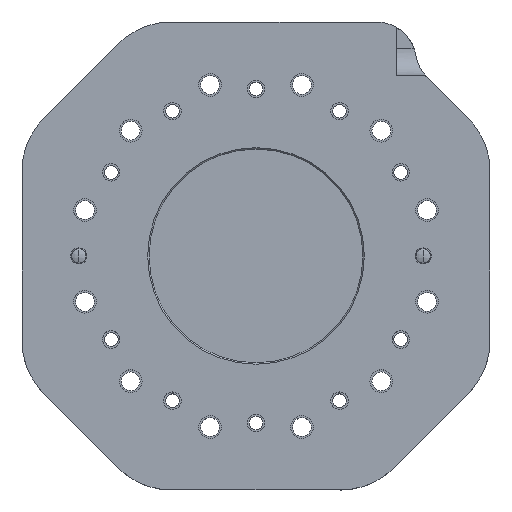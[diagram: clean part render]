
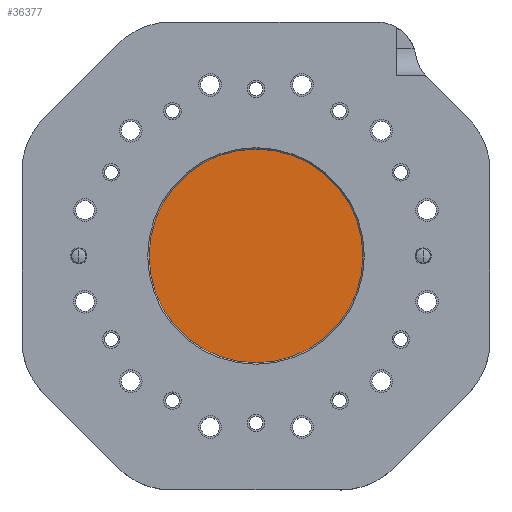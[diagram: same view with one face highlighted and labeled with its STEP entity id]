
A CAD part, top view. The second image highlights one B-rep face of the part: STEP entity #36377.
In plain terms, the highlighted planar face has unit normal (0, 0, 1).
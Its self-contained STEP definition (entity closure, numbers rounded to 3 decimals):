
#4308 = VERTEX_POINT ( 'NONE', #15223 ) ;
#6612 = ORIENTED_EDGE ( 'NONE', *, *, #22741, .T. ) ;
#10667 = DIRECTION ( 'NONE',  ( 0., 0., 1. ) ) ;
#10846 = VERTEX_POINT ( 'NONE', #27871 ) ;
#12344 = EDGE_CURVE ( 'NONE', #10846, #4308, #37015, .T. ) ;
#13223 = CARTESIAN_POINT ( 'NONE',  ( 0., 0., 41.5 ) ) ;
#14263 = DIRECTION ( 'NONE',  ( 1., 0., 0. ) ) ;
#15223 = CARTESIAN_POINT ( 'NONE',  ( -80., 0., 41.5 ) ) ;
#18681 = DIRECTION ( 'NONE',  ( 1., 0., 0. ) ) ;
#22274 = FACE_OUTER_BOUND ( 'NONE', #39413, .T. ) ;
#22512 = CARTESIAN_POINT ( 'NONE',  ( 0., 0., 41.5 ) ) ;
#22741 = EDGE_CURVE ( 'NONE', #4308, #10846, #30112, .T. ) ;
#26241 = CARTESIAN_POINT ( 'NONE',  ( 0., 0., 41.5 ) ) ;
#27213 = AXIS2_PLACEMENT_3D ( 'NONE', #26241, #10667, #14263 ) ;
#27871 = CARTESIAN_POINT ( 'NONE',  ( 80., 0., 41.5 ) ) ;
#30112 = CIRCLE ( 'NONE', #30900, 80. ) ;
#30673 = ORIENTED_EDGE ( 'NONE', *, *, #12344, .T. ) ;
#30900 = AXIS2_PLACEMENT_3D ( 'NONE', #13223, #49361, #37261 ) ;
#33807 = PLANE ( 'NONE',  #41933 ) ;
#36377 = ADVANCED_FACE ( 'NONE', ( #22274 ), #33807, .T. ) ;
#37015 = CIRCLE ( 'NONE', #27213, 80. ) ;
#37261 = DIRECTION ( 'NONE',  ( 1., 0., 0. ) ) ;
#38401 = DIRECTION ( 'NONE',  ( 0., 0., 1. ) ) ;
#39413 = EDGE_LOOP ( 'NONE', ( #30673, #6612 ) ) ;
#41933 = AXIS2_PLACEMENT_3D ( 'NONE', #22512, #38401, #18681 ) ;
#49361 = DIRECTION ( 'NONE',  ( 0., 0., 1. ) ) ;
